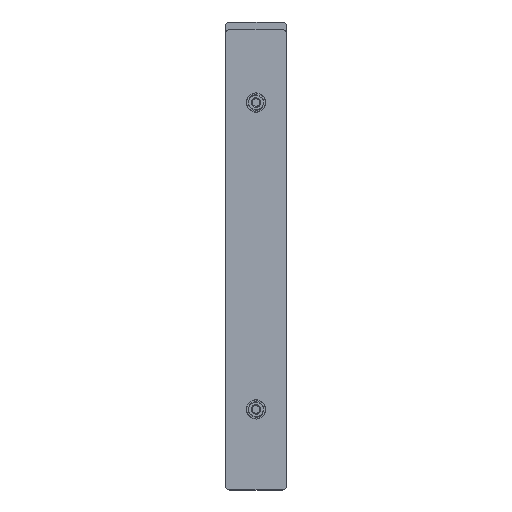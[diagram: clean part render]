
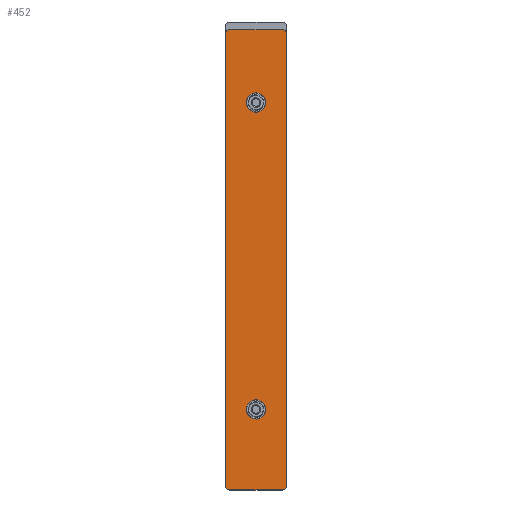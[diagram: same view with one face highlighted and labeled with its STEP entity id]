
A CAD part, top view. The second image highlights one B-rep face of the part: STEP entity #452.
In plain terms, the highlighted planar face has unit normal (0, 0, 1).
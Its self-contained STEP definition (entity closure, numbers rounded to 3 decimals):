
#6 = LINE ( 'NONE', #1718, #2482 ) ;
#9 = EDGE_CURVE ( 'NONE', #1392, #1392, #575, .T. ) ;
#26 = CIRCLE ( 'NONE', #2185, 3. ) ;
#54 = CARTESIAN_POINT ( 'NONE',  ( -40., -123.5, 4. ) ) ;
#87 = FACE_BOUND ( 'NONE', #3511, .T. ) ;
#118 = VERTEX_POINT ( 'NONE', #3266 ) ;
#143 = EDGE_LOOP ( 'NONE', ( #2514 ) ) ;
#146 = CARTESIAN_POINT ( 'NONE',  ( -3., 173.5, 4. ) ) ;
#154 = VERTEX_POINT ( 'NONE', #54 ) ;
#196 = CARTESIAN_POINT ( 'NONE',  ( -23.3, -74., 4. ) ) ;
#207 = DIRECTION ( 'NONE',  ( 0., 0., -1. ) ) ;
#243 = VERTEX_POINT ( 'NONE', #146 ) ;
#274 = CARTESIAN_POINT ( 'NONE',  ( 0., 170.5, 4. ) ) ;
#317 = VERTEX_POINT ( 'NONE', #1486 ) ;
#332 = CIRCLE ( 'NONE', #2247, 3.3 ) ;
#427 = FACE_OUTER_BOUND ( 'NONE', #3199, .T. ) ;
#452 = ADVANCED_FACE ( 'NONE', ( #87, #2190, #427 ), #1241, .F. ) ;
#514 = AXIS2_PLACEMENT_3D ( 'NONE', #2152, #1856, #2419 ) ;
#517 = CIRCLE ( 'NONE', #950, 3. ) ;
#521 = ORIENTED_EDGE ( 'NONE', *, *, #2590, .F. ) ;
#530 = EDGE_CURVE ( 'NONE', #317, #1105, #3713, .T. ) ;
#575 = CIRCLE ( 'NONE', #2420, 3.3 ) ;
#578 = CARTESIAN_POINT ( 'NONE',  ( 0., 173.4, 4. ) ) ;
#582 = VECTOR ( 'NONE', #2462, 1000. ) ;
#680 = DIRECTION ( 'NONE',  ( 0., 0., -1. ) ) ;
#697 = CARTESIAN_POINT ( 'NONE',  ( -3., 170.5, 4. ) ) ;
#701 = CIRCLE ( 'NONE', #1369, 3. ) ;
#831 = EDGE_CURVE ( 'NONE', #243, #2599, #517, .T. ) ;
#927 = EDGE_CURVE ( 'NONE', #118, #3646, #26, .T. ) ;
#929 = EDGE_CURVE ( 'NONE', #1218, #1218, #332, .T. ) ;
#931 = CARTESIAN_POINT ( 'NONE',  ( -37., -123.5, 4. ) ) ;
#950 = AXIS2_PLACEMENT_3D ( 'NONE', #697, #680, #1563 ) ;
#993 = ORIENTED_EDGE ( 'NONE', *, *, #9, .T. ) ;
#1042 = DIRECTION ( 'NONE',  ( 0., 0., -1. ) ) ;
#1105 = VERTEX_POINT ( 'NONE', #1401 ) ;
#1164 = DIRECTION ( 'NONE',  ( 1., 0., 0. ) ) ;
#1218 = VERTEX_POINT ( 'NONE', #3573 ) ;
#1241 = PLANE ( 'NONE',  #514 ) ;
#1266 = CARTESIAN_POINT ( 'NONE',  ( 0., -126.5, 4. ) ) ;
#1345 = CARTESIAN_POINT ( 'NONE',  ( -20., 126., 4. ) ) ;
#1369 = AXIS2_PLACEMENT_3D ( 'NONE', #931, #2132, #1508 ) ;
#1392 = VERTEX_POINT ( 'NONE', #196 ) ;
#1401 = CARTESIAN_POINT ( 'NONE',  ( -37., 173.5, 4. ) ) ;
#1429 = VECTOR ( 'NONE', #2670, 1000. ) ;
#1484 = LINE ( 'NONE', #1266, #3597 ) ;
#1486 = CARTESIAN_POINT ( 'NONE',  ( -40., 170.5, 4. ) ) ;
#1508 = DIRECTION ( 'NONE',  ( -1., 0., 0. ) ) ;
#1529 = DIRECTION ( 'NONE',  ( 0., 0., -1. ) ) ;
#1563 = DIRECTION ( 'NONE',  ( -1., 0., 0. ) ) ;
#1599 = CARTESIAN_POINT ( 'NONE',  ( -37., 170.5, 4. ) ) ;
#1636 = DIRECTION ( 'NONE',  ( 0., 0., -1. ) ) ;
#1664 = ORIENTED_EDGE ( 'NONE', *, *, #2686, .F. ) ;
#1718 = CARTESIAN_POINT ( 'NONE',  ( 0., 173.5, 4. ) ) ;
#1733 = CARTESIAN_POINT ( 'NONE',  ( -37., -126.5, 4. ) ) ;
#1856 = DIRECTION ( 'NONE',  ( 0., 0., -1. ) ) ;
#1995 = ORIENTED_EDGE ( 'NONE', *, *, #2365, .F. ) ;
#2099 = LINE ( 'NONE', #578, #1429 ) ;
#2132 = DIRECTION ( 'NONE',  ( 0., 0., -1. ) ) ;
#2152 = CARTESIAN_POINT ( 'NONE',  ( 0., 173.4, 4. ) ) ;
#2185 = AXIS2_PLACEMENT_3D ( 'NONE', #3682, #1636, #3433 ) ;
#2190 = FACE_BOUND ( 'NONE', #143, .T. ) ;
#2247 = AXIS2_PLACEMENT_3D ( 'NONE', #1345, #1042, #2560 ) ;
#2363 = AXIS2_PLACEMENT_3D ( 'NONE', #1599, #1529, #2444 ) ;
#2365 = EDGE_CURVE ( 'NONE', #2599, #118, #2099, .T. ) ;
#2419 = DIRECTION ( 'NONE',  ( 1., 0., 0. ) ) ;
#2420 = AXIS2_PLACEMENT_3D ( 'NONE', #2843, #207, #2559 ) ;
#2444 = DIRECTION ( 'NONE',  ( -1., 0., 0. ) ) ;
#2462 = DIRECTION ( 'NONE',  ( 0., 1., 0. ) ) ;
#2482 = VECTOR ( 'NONE', #1164, 1000. ) ;
#2498 = CARTESIAN_POINT ( 'NONE',  ( -40., 173.4, 4. ) ) ;
#2514 = ORIENTED_EDGE ( 'NONE', *, *, #929, .T. ) ;
#2547 = ORIENTED_EDGE ( 'NONE', *, *, #2736, .F. ) ;
#2559 = DIRECTION ( 'NONE',  ( -1., 0., 0. ) ) ;
#2560 = DIRECTION ( 'NONE',  ( -1., 0., 0. ) ) ;
#2590 = EDGE_CURVE ( 'NONE', #1105, #243, #6, .T. ) ;
#2599 = VERTEX_POINT ( 'NONE', #274 ) ;
#2639 = ORIENTED_EDGE ( 'NONE', *, *, #831, .F. ) ;
#2670 = DIRECTION ( 'NONE',  ( 0., -1., 0. ) ) ;
#2686 = EDGE_CURVE ( 'NONE', #3009, #154, #701, .T. ) ;
#2736 = EDGE_CURVE ( 'NONE', #3646, #3009, #1484, .T. ) ;
#2799 = LINE ( 'NONE', #2498, #582 ) ;
#2843 = CARTESIAN_POINT ( 'NONE',  ( -20., -74., 4. ) ) ;
#3004 = ORIENTED_EDGE ( 'NONE', *, *, #3595, .F. ) ;
#3009 = VERTEX_POINT ( 'NONE', #1733 ) ;
#3032 = CARTESIAN_POINT ( 'NONE',  ( -3., -126.5, 4. ) ) ;
#3199 = EDGE_LOOP ( 'NONE', ( #3697, #3004, #1664, #2547, #3342, #1995, #2639, #521 ) ) ;
#3266 = CARTESIAN_POINT ( 'NONE',  ( 0., -123.5, 4. ) ) ;
#3342 = ORIENTED_EDGE ( 'NONE', *, *, #927, .F. ) ;
#3433 = DIRECTION ( 'NONE',  ( -1., 0., 0. ) ) ;
#3511 = EDGE_LOOP ( 'NONE', ( #993 ) ) ;
#3573 = CARTESIAN_POINT ( 'NONE',  ( -23.3, 126., 4. ) ) ;
#3595 = EDGE_CURVE ( 'NONE', #154, #317, #2799, .T. ) ;
#3597 = VECTOR ( 'NONE', #3615, 1000. ) ;
#3615 = DIRECTION ( 'NONE',  ( -1., 0., 0. ) ) ;
#3646 = VERTEX_POINT ( 'NONE', #3032 ) ;
#3682 = CARTESIAN_POINT ( 'NONE',  ( -3., -123.5, 4. ) ) ;
#3697 = ORIENTED_EDGE ( 'NONE', *, *, #530, .F. ) ;
#3713 = CIRCLE ( 'NONE', #2363, 3. ) ;
